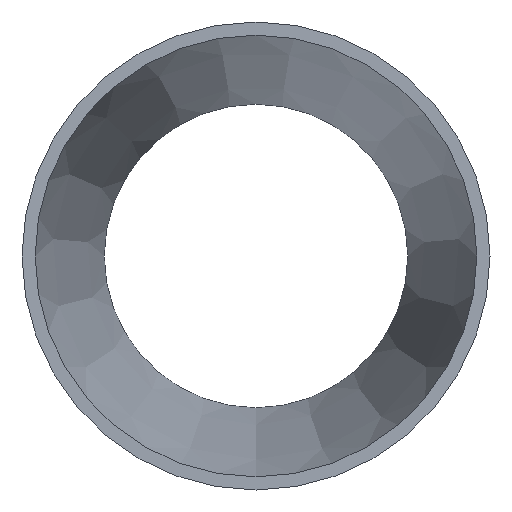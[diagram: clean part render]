
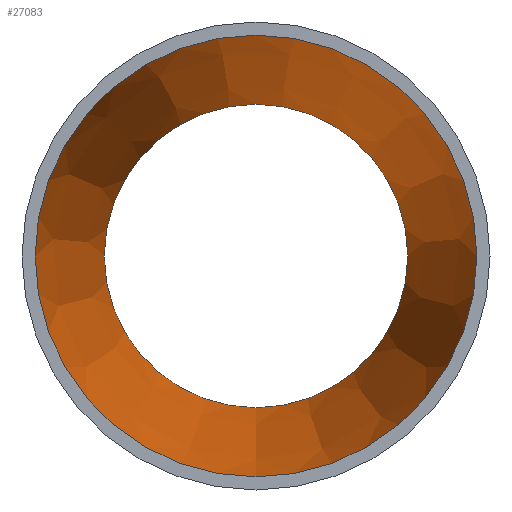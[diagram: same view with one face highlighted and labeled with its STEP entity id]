
A CAD part, front view. The second image highlights one B-rep face of the part: STEP entity #27083.
In plain terms, the highlighted conical face has half-angle 9.062 degrees and reference radius 50.962 mm.
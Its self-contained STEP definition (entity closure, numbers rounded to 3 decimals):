
#663 = CIRCLE ( 'NONE', #19545, 50.962 ) ;
#897 = FACE_BOUND ( 'NONE', #11500, .T. ) ;
#1665 = CARTESIAN_POINT ( 'NONE',  ( 0., 100., 0. ) ) ;
#2424 = CONICAL_SURFACE ( 'NONE', #18949, 50.962, 0.158 ) ;
#3074 = CARTESIAN_POINT ( 'NONE',  ( 0., 0., 0. ) ) ;
#3344 = AXIS2_PLACEMENT_3D ( 'NONE', #1665, #14432, #11246 ) ;
#5378 = EDGE_CURVE ( 'NONE', #25071, #25071, #11353, .T. ) ;
#5446 = ORIENTED_EDGE ( 'NONE', *, *, #21628, .T. ) ;
#9667 = CARTESIAN_POINT ( 'NONE',  ( 0., 100., -35.012 ) ) ;
#9730 = CARTESIAN_POINT ( 'NONE',  ( 0., 0., 0. ) ) ;
#11246 = DIRECTION ( 'NONE',  ( 0., 0., -1. ) ) ;
#11353 = CIRCLE ( 'NONE', #3344, 35.012 ) ;
#11500 = EDGE_LOOP ( 'NONE', ( #20454 ) ) ;
#14432 = DIRECTION ( 'NONE',  ( 0., -1., 0. ) ) ;
#14908 = DIRECTION ( 'NONE',  ( 0., -1., 0. ) ) ;
#16421 = DIRECTION ( 'NONE',  ( 0., -1., 0. ) ) ;
#18208 = EDGE_LOOP ( 'NONE', ( #5446 ) ) ;
#18905 = DIRECTION ( 'NONE',  ( 0., 0., -1. ) ) ;
#18949 = AXIS2_PLACEMENT_3D ( 'NONE', #9730, #16421, #28042 ) ;
#19545 = AXIS2_PLACEMENT_3D ( 'NONE', #3074, #14908, #18905 ) ;
#20454 = ORIENTED_EDGE ( 'NONE', *, *, #5378, .F. ) ;
#20849 = FACE_OUTER_BOUND ( 'NONE', #18208, .T. ) ;
#21628 = EDGE_CURVE ( 'NONE', #24784, #24784, #663, .T. ) ;
#24784 = VERTEX_POINT ( 'NONE', #25201 ) ;
#25071 = VERTEX_POINT ( 'NONE', #9667 ) ;
#25201 = CARTESIAN_POINT ( 'NONE',  ( 0., 0., -50.962 ) ) ;
#27083 = ADVANCED_FACE ( 'NONE', ( #897, #20849 ), #2424, .F. ) ;
#28042 = DIRECTION ( 'NONE',  ( 0., 0., -1. ) ) ;
